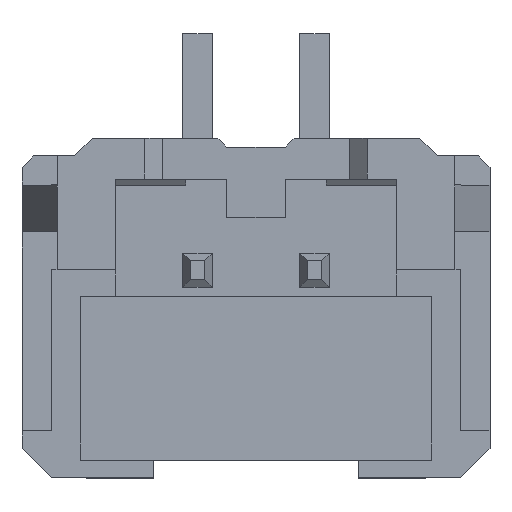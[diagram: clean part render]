
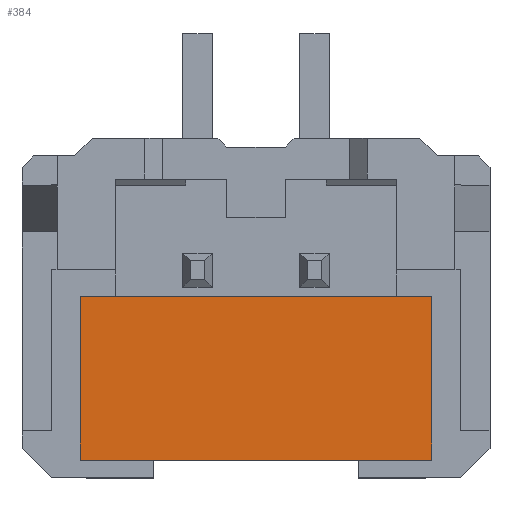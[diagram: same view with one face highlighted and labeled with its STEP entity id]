
A CAD part, top view. The second image highlights one B-rep face of the part: STEP entity #384.
In plain terms, the highlighted planar face has unit normal (0, 0, 1).
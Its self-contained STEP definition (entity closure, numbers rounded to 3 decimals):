
#384 = ADVANCED_FACE( '', ( #821 ), #822, .T. );
#821 = FACE_OUTER_BOUND( '', #1260, .T. );
#822 = PLANE( '', #1261 );
#1260 = EDGE_LOOP( '', ( #3179, #3180, #3181, #3182 ) );
#1261 = AXIS2_PLACEMENT_3D( '', #3183, #3184, #3185 );
#3179 = ORIENTED_EDGE( '', *, *, #3837, .T. );
#3180 = ORIENTED_EDGE( '', *, *, #3838, .T. );
#3181 = ORIENTED_EDGE( '', *, *, #3829, .T. );
#3182 = ORIENTED_EDGE( '', *, *, #3833, .T. );
#3183 = CARTESIAN_POINT( '', ( 4., 0., 2.675 ) );
#3184 = DIRECTION( '', ( 0., 0., 1. ) );
#3185 = DIRECTION( '', ( 1., 0., 0. ) );
#3829 = EDGE_CURVE( '', #4883, #4881, #4884, .T. );
#3833 = EDGE_CURVE( '', #4881, #4889, #4891, .T. );
#3837 = EDGE_CURVE( '', #4889, #4896, #4897, .T. );
#3838 = EDGE_CURVE( '', #4896, #4883, #4898, .T. );
#4881 = VERTEX_POINT( '', #6569 );
#4883 = VERTEX_POINT( '', #6572 );
#4884 = LINE( '', #6573, #6574 );
#4889 = VERTEX_POINT( '', #6581 );
#4891 = LINE( '', #6584, #6585 );
#4896 = VERTEX_POINT( '', #6593 );
#4897 = LINE( '', #6594, #6595 );
#4898 = LINE( '', #6596, #6597 );
#6569 = CARTESIAN_POINT( '', ( 3., -2.6, 2.675 ) );
#6572 = CARTESIAN_POINT( '', ( -3., -2.6, 2.675 ) );
#6573 = CARTESIAN_POINT( '', ( -3., -2.6, 2.675 ) );
#6574 = VECTOR( '', #7229, 1000. );
#6581 = CARTESIAN_POINT( '', ( 3., 0.2, 2.675 ) );
#6584 = CARTESIAN_POINT( '', ( 3., -2.6, 2.675 ) );
#6585 = VECTOR( '', #7233, 1000. );
#6593 = CARTESIAN_POINT( '', ( -3., 0.2, 2.675 ) );
#6594 = CARTESIAN_POINT( '', ( 3., 0.2, 2.675 ) );
#6595 = VECTOR( '', #7237, 1000. );
#6596 = CARTESIAN_POINT( '', ( -3., 0.2, 2.675 ) );
#6597 = VECTOR( '', #7238, 1000. );
#7229 = DIRECTION( '', ( 1., 0., 0. ) );
#7233 = DIRECTION( '', ( 0., 1., 0. ) );
#7237 = DIRECTION( '', ( -1., 0., 0. ) );
#7238 = DIRECTION( '', ( 0., -1., 0. ) );
